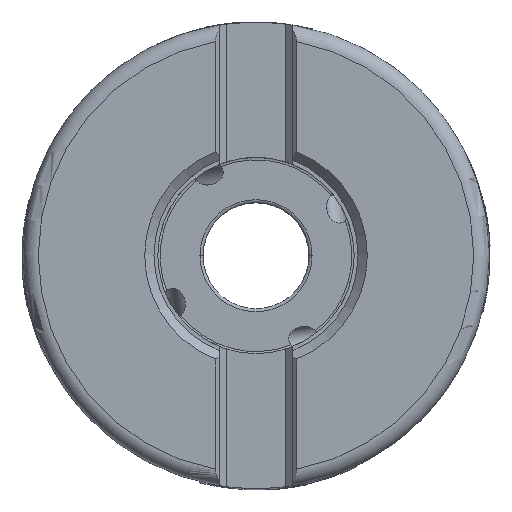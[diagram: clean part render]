
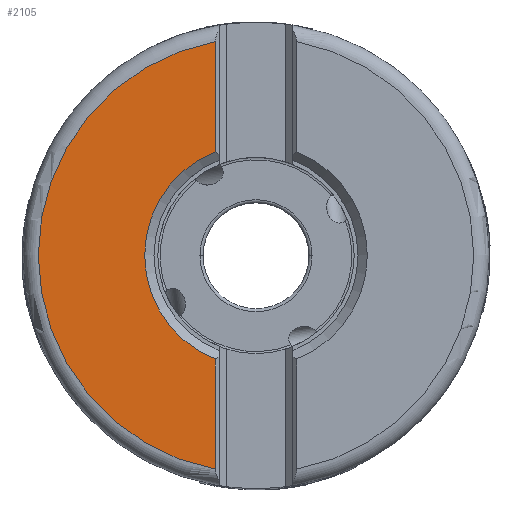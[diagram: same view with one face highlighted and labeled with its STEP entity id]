
A CAD part, top view. The second image highlights one B-rep face of the part: STEP entity #2105.
In plain terms, the highlighted planar face has unit normal (0, 0, 1).
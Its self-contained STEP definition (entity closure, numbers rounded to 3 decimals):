
#680=PLANE('',#11543);
#1075=LINE('',#25986,#1577);
#1089=LINE('',#26078,#1591);
#1577=VECTOR('',#13587,1.);
#1591=VECTOR('',#13645,1.);
#2105=ADVANCED_FACE('',(#2738),#680,.F.);
#2738=FACE_OUTER_BOUND('',#3340,.T.);
#3340=EDGE_LOOP('',(#6538,#6539,#6540,#6541));
#6538=ORIENTED_EDGE('',*,*,#9883,.T.);
#6539=ORIENTED_EDGE('',*,*,#9921,.T.);
#6540=ORIENTED_EDGE('',*,*,#9917,.T.);
#6541=ORIENTED_EDGE('',*,*,#9889,.T.);
#8409=VERTEX_POINT('',#25950);
#8410=VERTEX_POINT('',#25952);
#8413=VERTEX_POINT('',#25987);
#8426=VERTEX_POINT('',#26063);
#9883=EDGE_CURVE('',#8410,#8409,#10543,.T.);
#9889=EDGE_CURVE('',#8413,#8410,#1075,.T.);
#9917=EDGE_CURVE('',#8426,#8413,#10554,.T.);
#9921=EDGE_CURVE('',#8409,#8426,#1089,.T.);
#10543=CIRCLE('',#11514,28.163);
#10554=CIRCLE('',#11538,14.4);
#11514=AXIS2_PLACEMENT_3D('',#25951,#13575,#13576);
#11538=AXIS2_PLACEMENT_3D('',#26062,#13637,#13638);
#11543=AXIS2_PLACEMENT_3D('',#26080,#13648,#13649);
#13575=DIRECTION('',(0.,0.,1.));
#13576=DIRECTION('',(-0.187,0.982,0.));
#13587=DIRECTION('',(0.,1.,0.));
#13637=DIRECTION('',(0.,0.,-1.));
#13638=DIRECTION('',(-0.365,-0.931,0.));
#13645=DIRECTION('',(0.,1.,0.));
#13648=DIRECTION('',(0.,0.,-1.));
#13649=DIRECTION('',(-1.,0.,0.));
#25950=CARTESIAN_POINT('',(-5.263,-27.666,0.));
#25951=CARTESIAN_POINT('',(0.,0.,0.));
#25952=CARTESIAN_POINT('',(-5.263,27.666,0.));
#25986=CARTESIAN_POINT('',(-5.263,13.404,0.));
#25987=CARTESIAN_POINT('',(-5.263,13.404,0.));
#26062=CARTESIAN_POINT('',(0.,0.,0.));
#26063=CARTESIAN_POINT('',(-5.263,-13.404,0.));
#26078=CARTESIAN_POINT('',(-5.263,-27.666,0.));
#26080=CARTESIAN_POINT('',(0.,0.,0.));
